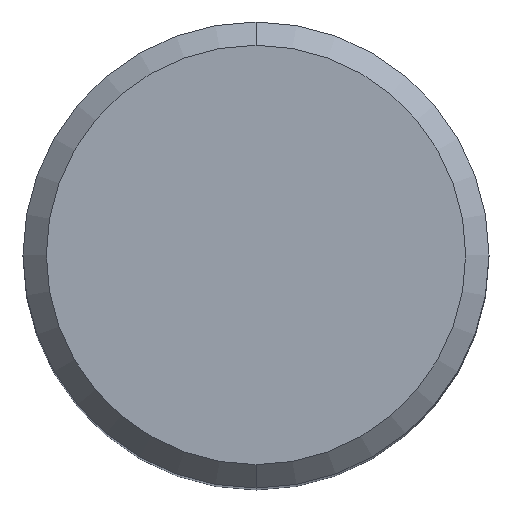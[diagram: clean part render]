
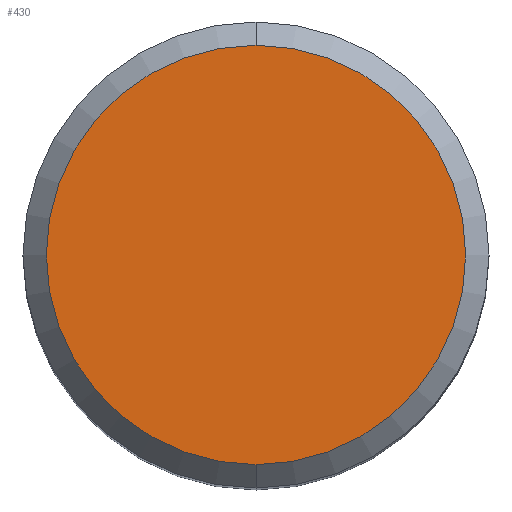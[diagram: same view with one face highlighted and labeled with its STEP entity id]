
A CAD part, top view. The second image highlights one B-rep face of the part: STEP entity #430.
In plain terms, the highlighted planar face has unit normal (0, 0, 1).
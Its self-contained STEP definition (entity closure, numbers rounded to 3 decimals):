
#174=VERTEX_POINT('',#475);
#230=EDGE_CURVE('',#174,#322,#539,.T.);
#322=VERTEX_POINT('',#644);
#428=EDGE_CURVE('',#322,#174,#757,.T.);
#430=ADVANCED_FACE('',(#759),#760,.T.);
#475=CARTESIAN_POINT('',(0.0,9.0,0.0));
#539=CIRCLE('',#948,9.0);
#644=CARTESIAN_POINT('',(0.,-9.0,0.0));
#757=CIRCLE('',#1542,9.0);
#759=FACE_OUTER_BOUND('',#1544,.T.);
#760=PLANE('',#1545);
#948=AXIS2_PLACEMENT_3D('',#1689,#1690,#1691);
#1542=AXIS2_PLACEMENT_3D('',#1915,#1916,#1917);
#1544=EDGE_LOOP('',(#1919,#1920));
#1545=AXIS2_PLACEMENT_3D('',#1921,#1922,#1923);
#1689=CARTESIAN_POINT('',(0.0,0.0,0.0));
#1690=DIRECTION('',(0.0,0.0,-1.0));
#1691=DIRECTION('',(0.0,1.0,0.0));
#1915=CARTESIAN_POINT('',(0.0,0.0,0.0));
#1916=DIRECTION('',(0.0,0.0,-1.0));
#1917=DIRECTION('',(0.0,1.0,0.0));
#1919=ORIENTED_EDGE('',*,*,#230,.F.);
#1920=ORIENTED_EDGE('',*,*,#428,.F.);
#1921=CARTESIAN_POINT('',(0.0,4.5,0.0));
#1922=DIRECTION('',(-0.0,0.0,1.0));
#1923=DIRECTION('',(0.0,-1.0,0.0));
